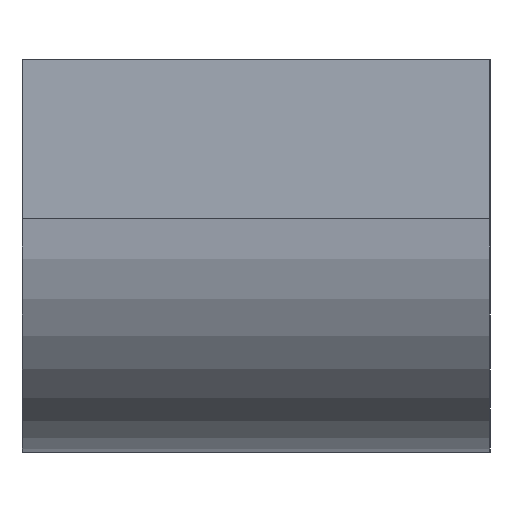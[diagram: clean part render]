
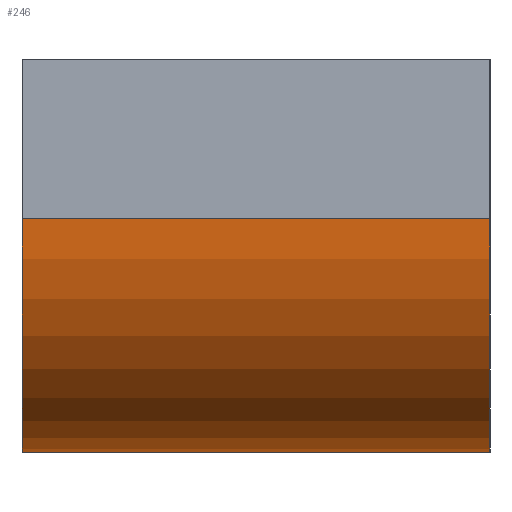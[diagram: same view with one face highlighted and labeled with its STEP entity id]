
A CAD part, left-side view. The second image highlights one B-rep face of the part: STEP entity #246.
In plain terms, the highlighted cylindrical face has radius 6.35 mm (diameter 12.7 mm), a partial arc.
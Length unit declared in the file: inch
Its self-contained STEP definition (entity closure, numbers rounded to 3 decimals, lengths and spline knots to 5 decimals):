
#38=LINE('',#386,#60);
#40=LINE('',#392,#62);
#60=VECTOR('',#311,0.5);
#62=VECTOR('',#315,0.5);
#84=FACE_OUTER_BOUND('',#100,.T.);
#100=EDGE_LOOP('',(#225,#226,#227,#228));
#108=CIRCLE('',#266,0.25);
#110=CIRCLE('',#269,0.25);
#125=VERTEX_POINT('',#379);
#128=VERTEX_POINT('',#384);
#129=VERTEX_POINT('',#388);
#131=VERTEX_POINT('',#391);
#152=EDGE_CURVE('',#128,#125,#38,.T.);
#154=EDGE_CURVE('',#129,#131,#40,.T.);
#162=EDGE_CURVE('',#125,#129,#108,.T.);
#164=EDGE_CURVE('',#131,#128,#110,.T.);
#225=ORIENTED_EDGE('',*,*,#162,.F.);
#226=ORIENTED_EDGE('',*,*,#152,.F.);
#227=ORIENTED_EDGE('',*,*,#164,.F.);
#228=ORIENTED_EDGE('',*,*,#154,.F.);
#233=CYLINDRICAL_SURFACE('',#271,0.25);
#246=ADVANCED_FACE('',(#84),#233,.T.);
#266=AXIS2_PLACEMENT_3D('',#404,#330,#331);
#269=AXIS2_PLACEMENT_3D('',#407,#336,#337);
#271=AXIS2_PLACEMENT_3D('',#409,#340,#341);
#311=DIRECTION('',(0.,1.,0.));
#315=DIRECTION('',(0.,-1.,0.));
#330=DIRECTION('center_axis',(0.,1.,0.));
#331=DIRECTION('ref_axis',(0.,0.,1.));
#336=DIRECTION('center_axis',(0.,-1.,0.));
#337=DIRECTION('ref_axis',(0.,0.,1.));
#340=DIRECTION('center_axis',(0.,1.,0.));
#341=DIRECTION('ref_axis',(0.,0.,1.));
#379=CARTESIAN_POINT('',(-0.625,0.25,-0.21));
#384=CARTESIAN_POINT('',(-0.625,-0.25,-0.21));
#386=CARTESIAN_POINT('',(-0.625,0.25,-0.21));
#388=CARTESIAN_POINT('',(-0.875,0.25,0.04));
#391=CARTESIAN_POINT('',(-0.875,-0.25,0.04));
#392=CARTESIAN_POINT('',(-0.875,-0.25,0.04));
#404=CARTESIAN_POINT('Origin',(-0.625,0.25,0.04));
#407=CARTESIAN_POINT('Origin',(-0.625,-0.25,0.04));
#409=CARTESIAN_POINT('Origin',(-0.625,0.25,0.04));
